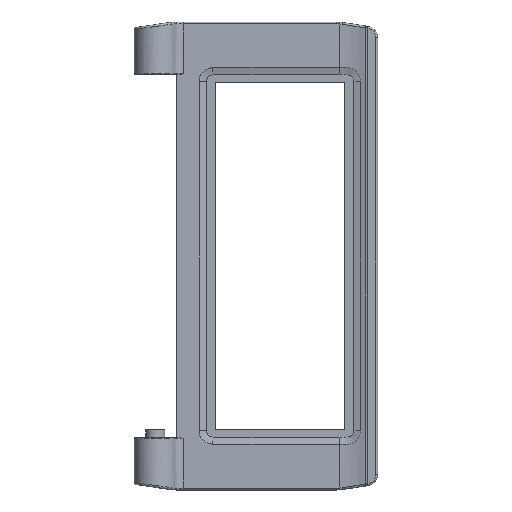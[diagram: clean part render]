
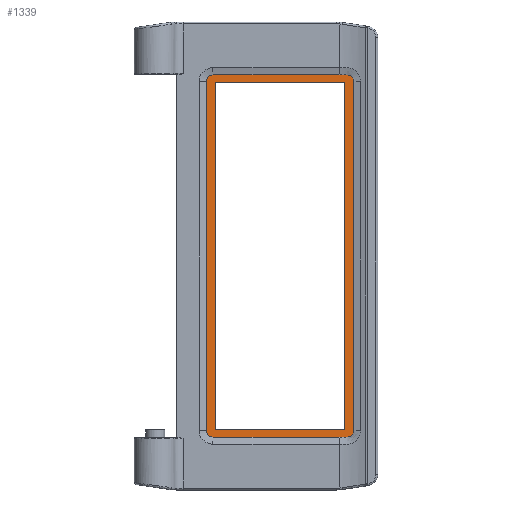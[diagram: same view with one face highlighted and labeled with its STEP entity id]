
A CAD part, top view. The second image highlights one B-rep face of the part: STEP entity #1339.
In plain terms, the highlighted planar face has unit normal (0, 0, 1).
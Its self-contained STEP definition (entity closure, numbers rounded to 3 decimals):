
#148 = LINE ( 'NONE', #3015, #2316 ) ;
#208 = CARTESIAN_POINT ( 'NONE',  ( -32.375, 91., 1.1 ) ) ;
#275 = EDGE_CURVE ( 'NONE', #1979, #3935, #148, .T. ) ;
#287 = DIRECTION ( 'NONE',  ( -1., 0., 0. ) ) ;
#356 = PLANE ( 'NONE',  #453 ) ;
#395 = ORIENTED_EDGE ( 'NONE', *, *, #589, .T. ) ;
#432 = DIRECTION ( 'NONE',  ( 0., 0., 1. ) ) ;
#453 = AXIS2_PLACEMENT_3D ( 'NONE', #2254, #1361, #1955 ) ;
#501 = DIRECTION ( 'NONE',  ( 0., -1., 0. ) ) ;
#518 = CARTESIAN_POINT ( 'NONE',  ( 35.625, 91., 1.1 ) ) ;
#521 = CIRCLE ( 'NONE', #2531, 3.5 ) ;
#544 = CARTESIAN_POINT ( 'NONE',  ( -32.375, 91., 1.1 ) ) ;
#589 = EDGE_CURVE ( 'NONE', #2896, #1979, #521, .T. ) ;
#706 = ORIENTED_EDGE ( 'NONE', *, *, #1977, .T. ) ;
#710 = CARTESIAN_POINT ( 'NONE',  ( 35.625, -91., 1.1 ) ) ;
#727 = EDGE_LOOP ( 'NONE', ( #4078, #3235, #4110, #1045 ) ) ;
#753 = CARTESIAN_POINT ( 'NONE',  ( 36.875, -91.5, 1.1 ) ) ;
#757 = EDGE_CURVE ( 'NONE', #2635, #1141, #2537, .T. ) ;
#761 = CARTESIAN_POINT ( 'NONE',  ( -32.375, -91., 1.1 ) ) ;
#843 = DIRECTION ( 'NONE',  ( -1., 0., 0. ) ) ;
#974 = EDGE_CURVE ( 'NONE', #1559, #2086, #2134, .T. ) ;
#1045 = ORIENTED_EDGE ( 'NONE', *, *, #1367, .F. ) ;
#1081 = CARTESIAN_POINT ( 'NONE',  ( 40.375, -91.5, 1.1 ) ) ;
#1141 = VERTEX_POINT ( 'NONE', #2830 ) ;
#1217 = LINE ( 'NONE', #544, #3894 ) ;
#1223 = DIRECTION ( 'NONE',  ( 0., 0., 1. ) ) ;
#1238 = ORIENTED_EDGE ( 'NONE', *, *, #974, .T. ) ;
#1339 = ADVANCED_FACE ( 'NONE', ( #1387, #2313 ), #356, .T. ) ;
#1361 = DIRECTION ( 'NONE',  ( 0., 0., 1. ) ) ;
#1367 = EDGE_CURVE ( 'NONE', #2597, #2349, #2277, .T. ) ;
#1374 = CARTESIAN_POINT ( 'NONE',  ( -37.125, 91.5, 1.1 ) ) ;
#1387 = FACE_BOUND ( 'NONE', #727, .T. ) ;
#1543 = VERTEX_POINT ( 'NONE', #3521 ) ;
#1559 = VERTEX_POINT ( 'NONE', #1618 ) ;
#1618 = CARTESIAN_POINT ( 'NONE',  ( 36.875, -95., 1.1 ) ) ;
#1712 = EDGE_CURVE ( 'NONE', #1543, #2630, #2792, .T. ) ;
#1762 = CARTESIAN_POINT ( 'NONE',  ( 40.375, 91.5, 1.1 ) ) ;
#1769 = CARTESIAN_POINT ( 'NONE',  ( -33.625, -91.5, 1.1 ) ) ;
#1807 = DIRECTION ( 'NONE',  ( 0., 1., 0. ) ) ;
#1873 = CARTESIAN_POINT ( 'NONE',  ( 40.375, 91.5, 1.1 ) ) ;
#1913 = CARTESIAN_POINT ( 'NONE',  ( 36.875, 91.5, 1.1 ) ) ;
#1934 = LINE ( 'NONE', #1873, #2928 ) ;
#1941 = AXIS2_PLACEMENT_3D ( 'NONE', #753, #432, #3968 ) ;
#1944 = ORIENTED_EDGE ( 'NONE', *, *, #275, .T. ) ;
#1955 = DIRECTION ( 'NONE',  ( 1., 0., 0. ) ) ;
#1962 = ORIENTED_EDGE ( 'NONE', *, *, #3128, .T. ) ;
#1977 = EDGE_CURVE ( 'NONE', #2086, #2896, #1934, .T. ) ;
#1979 = VERTEX_POINT ( 'NONE', #3153 ) ;
#2063 = AXIS2_PLACEMENT_3D ( 'NONE', #4112, #2439, #2418 ) ;
#2086 = VERTEX_POINT ( 'NONE', #1081 ) ;
#2117 = LINE ( 'NONE', #518, #2669 ) ;
#2134 = CIRCLE ( 'NONE', #1941, 3.5 ) ;
#2203 = VECTOR ( 'NONE', #3889, 1000. ) ;
#2248 = LINE ( 'NONE', #3546, #2602 ) ;
#2254 = CARTESIAN_POINT ( 'NONE',  ( -33.625, -91.5, 1.1 ) ) ;
#2277 = LINE ( 'NONE', #2585, #2203 ) ;
#2313 = FACE_OUTER_BOUND ( 'NONE', #3283, .T. ) ;
#2316 = VECTOR ( 'NONE', #2432, 1000. ) ;
#2349 = VERTEX_POINT ( 'NONE', #710 ) ;
#2353 = EDGE_CURVE ( 'NONE', #3018, #2635, #2976, .T. ) ;
#2389 = CARTESIAN_POINT ( 'NONE',  ( -33.625, 95., 1.1 ) ) ;
#2418 = DIRECTION ( 'NONE',  ( 1., 0., 0. ) ) ;
#2432 = DIRECTION ( 'NONE',  ( -1., 0., 0. ) ) ;
#2439 = DIRECTION ( 'NONE',  ( 0., 0., 1. ) ) ;
#2470 = VECTOR ( 'NONE', #4008, 1000. ) ;
#2475 = CIRCLE ( 'NONE', #2063, 3.5 ) ;
#2531 = AXIS2_PLACEMENT_3D ( 'NONE', #1913, #3183, #287 ) ;
#2537 = CIRCLE ( 'NONE', #4030, 3.5 ) ;
#2585 = CARTESIAN_POINT ( 'NONE',  ( -32.375, -91., 1.1 ) ) ;
#2597 = VERTEX_POINT ( 'NONE', #761 ) ;
#2602 = VECTOR ( 'NONE', #2903, 1000. ) ;
#2611 = ORIENTED_EDGE ( 'NONE', *, *, #3549, .T. ) ;
#2617 = CARTESIAN_POINT ( 'NONE',  ( -37.125, 91.5, 1.1 ) ) ;
#2630 = VERTEX_POINT ( 'NONE', #208 ) ;
#2635 = VERTEX_POINT ( 'NONE', #2757 ) ;
#2669 = VECTOR ( 'NONE', #1807, 1000. ) ;
#2734 = EDGE_CURVE ( 'NONE', #2349, #1543, #2117, .T. ) ;
#2757 = CARTESIAN_POINT ( 'NONE',  ( -37.125, -91.5, 1.1 ) ) ;
#2792 = LINE ( 'NONE', #2815, #3143 ) ;
#2815 = CARTESIAN_POINT ( 'NONE',  ( -32.375, 91., 1.1 ) ) ;
#2830 = CARTESIAN_POINT ( 'NONE',  ( -33.625, -95., 1.1 ) ) ;
#2848 = DIRECTION ( 'NONE',  ( 0., 1., 0. ) ) ;
#2896 = VERTEX_POINT ( 'NONE', #1762 ) ;
#2903 = DIRECTION ( 'NONE',  ( 1., 0., 0. ) ) ;
#2928 = VECTOR ( 'NONE', #2848, 1000. ) ;
#2976 = LINE ( 'NONE', #1374, #2470 ) ;
#3015 = CARTESIAN_POINT ( 'NONE',  ( -33.625, 95., 1.1 ) ) ;
#3018 = VERTEX_POINT ( 'NONE', #2617 ) ;
#3128 = EDGE_CURVE ( 'NONE', #3935, #3018, #2475, .T. ) ;
#3143 = VECTOR ( 'NONE', #843, 1000. ) ;
#3153 = CARTESIAN_POINT ( 'NONE',  ( 36.875, 95., 1.1 ) ) ;
#3163 = EDGE_CURVE ( 'NONE', #2630, #2597, #1217, .T. ) ;
#3183 = DIRECTION ( 'NONE',  ( 0., 0., 1. ) ) ;
#3184 = ORIENTED_EDGE ( 'NONE', *, *, #757, .T. ) ;
#3235 = ORIENTED_EDGE ( 'NONE', *, *, #1712, .F. ) ;
#3283 = EDGE_LOOP ( 'NONE', ( #3184, #2611, #1238, #706, #395, #1944, #1962, #3917 ) ) ;
#3521 = CARTESIAN_POINT ( 'NONE',  ( 35.625, 91., 1.1 ) ) ;
#3546 = CARTESIAN_POINT ( 'NONE',  ( -33.625, -95., 1.1 ) ) ;
#3549 = EDGE_CURVE ( 'NONE', #1141, #1559, #2248, .T. ) ;
#3889 = DIRECTION ( 'NONE',  ( 1., 0., 0. ) ) ;
#3894 = VECTOR ( 'NONE', #501, 1000. ) ;
#3917 = ORIENTED_EDGE ( 'NONE', *, *, #2353, .T. ) ;
#3935 = VERTEX_POINT ( 'NONE', #2389 ) ;
#3968 = DIRECTION ( 'NONE',  ( 1., 0., 0. ) ) ;
#4008 = DIRECTION ( 'NONE',  ( 0., -1., 0. ) ) ;
#4030 = AXIS2_PLACEMENT_3D ( 'NONE', #1769, #1223, #4076 ) ;
#4076 = DIRECTION ( 'NONE',  ( 1., 0., 0. ) ) ;
#4078 = ORIENTED_EDGE ( 'NONE', *, *, #3163, .F. ) ;
#4110 = ORIENTED_EDGE ( 'NONE', *, *, #2734, .F. ) ;
#4112 = CARTESIAN_POINT ( 'NONE',  ( -33.625, 91.5, 1.1 ) ) ;
